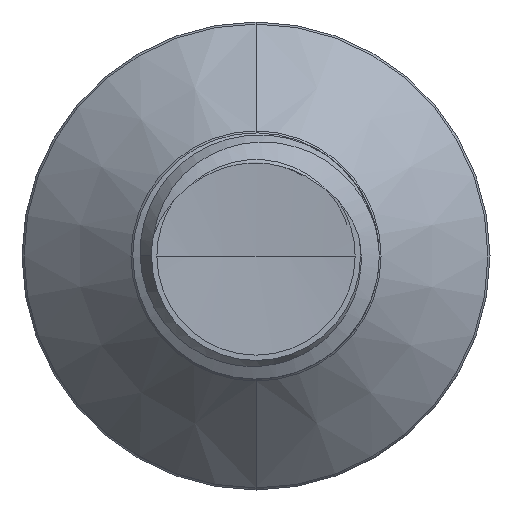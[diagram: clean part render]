
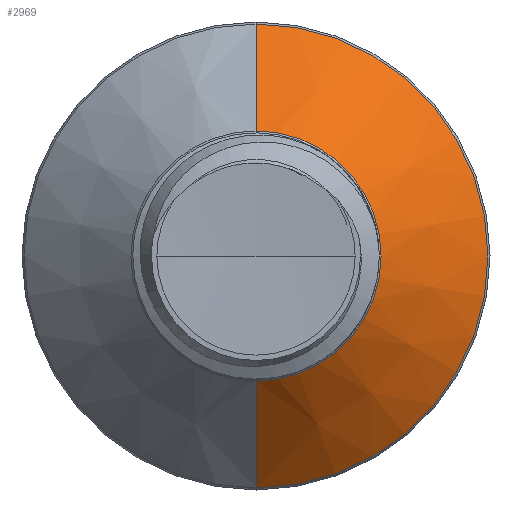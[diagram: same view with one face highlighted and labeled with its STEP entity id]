
A CAD part, front view. The second image highlights one B-rep face of the part: STEP entity #2969.
In plain terms, the highlighted conical face has half-angle 45 degrees and reference radius 1.016 mm.
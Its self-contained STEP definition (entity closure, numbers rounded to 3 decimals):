
#936 = VERTEX_POINT ( 'NONE', #7374 ) ;
#1010 = ORIENTED_EDGE ( 'NONE', *, *, #5253, .F. ) ;
#1279 = CIRCLE ( 'NONE', #14211, 1.883 ) ;
#1715 = CARTESIAN_POINT ( 'NONE',  ( 0., 3.046, 0. ) ) ;
#1882 = CARTESIAN_POINT ( 'NONE',  ( 0., 3.046, 0. ) ) ;
#1898 = CIRCLE ( 'NONE', #7478, 1.016 ) ;
#2198 = AXIS2_PLACEMENT_3D ( 'NONE', #1882, #3172, #12096 ) ;
#2969 = ADVANCED_FACE ( 'NONE', ( #10084 ), #13082, .T. ) ;
#3002 = DIRECTION ( 'NONE',  ( 0., 0., 1. ) ) ;
#3172 = DIRECTION ( 'NONE',  ( 0., 1., 0. ) ) ;
#4009 = ORIENTED_EDGE ( 'NONE', *, *, #9529, .T. ) ;
#4323 = CARTESIAN_POINT ( 'NONE',  ( 0., 3.046, -1.016 ) ) ;
#5074 = LINE ( 'NONE', #14101, #9240 ) ;
#5089 = VECTOR ( 'NONE', #11287, 1000. ) ;
#5218 = CARTESIAN_POINT ( 'NONE',  ( 0., 3.914, 0. ) ) ;
#5253 = EDGE_CURVE ( 'NONE', #936, #8016, #11063, .T. ) ;
#6508 = DIRECTION ( 'NONE',  ( 0., 0., 1. ) ) ;
#7374 = CARTESIAN_POINT ( 'NONE',  ( 0., 3.046, 1.016 ) ) ;
#7403 = ORIENTED_EDGE ( 'NONE', *, *, #7810, .F. ) ;
#7478 = AXIS2_PLACEMENT_3D ( 'NONE', #1715, #10642, #3002 ) ;
#7485 = CARTESIAN_POINT ( 'NONE',  ( 0., 3.046, 1.016 ) ) ;
#7810 = EDGE_CURVE ( 'NONE', #8016, #11349, #1279, .T. ) ;
#8016 = VERTEX_POINT ( 'NONE', #15587 ) ;
#8822 = VERTEX_POINT ( 'NONE', #4323 ) ;
#9240 = VECTOR ( 'NONE', #12807, 1000. ) ;
#9529 = EDGE_CURVE ( 'NONE', #8822, #11349, #5074, .T. ) ;
#9728 = CARTESIAN_POINT ( 'NONE',  ( 0., 3.914, -1.883 ) ) ;
#10084 = FACE_OUTER_BOUND ( 'NONE', #12669, .T. ) ;
#10372 = EDGE_CURVE ( 'NONE', #936, #8822, #1898, .T. ) ;
#10642 = DIRECTION ( 'NONE',  ( 0., 1., 0. ) ) ;
#11063 = LINE ( 'NONE', #7485, #5089 ) ;
#11287 = DIRECTION ( 'NONE',  ( 0., 0.707, 0.707 ) ) ;
#11349 = VERTEX_POINT ( 'NONE', #9728 ) ;
#12096 = DIRECTION ( 'NONE',  ( 0., 0., 1. ) ) ;
#12669 = EDGE_LOOP ( 'NONE', ( #13813, #4009, #7403, #1010 ) ) ;
#12807 = DIRECTION ( 'NONE',  ( 0., 0.707, -0.707 ) ) ;
#13082 = CONICAL_SURFACE ( 'NONE', #2198, 1.016, 0.785 ) ;
#13813 = ORIENTED_EDGE ( 'NONE', *, *, #10372, .T. ) ;
#14101 = CARTESIAN_POINT ( 'NONE',  ( 0., 3.046, -1.016 ) ) ;
#14160 = DIRECTION ( 'NONE',  ( 0., 1., 0. ) ) ;
#14211 = AXIS2_PLACEMENT_3D ( 'NONE', #5218, #14160, #6508 ) ;
#15587 = CARTESIAN_POINT ( 'NONE',  ( 0., 3.914, 1.883 ) ) ;
